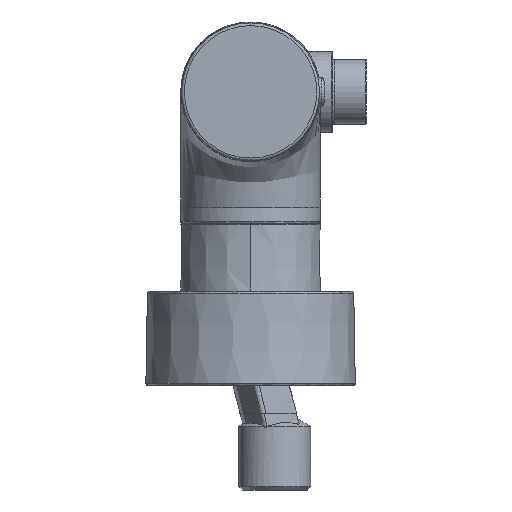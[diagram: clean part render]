
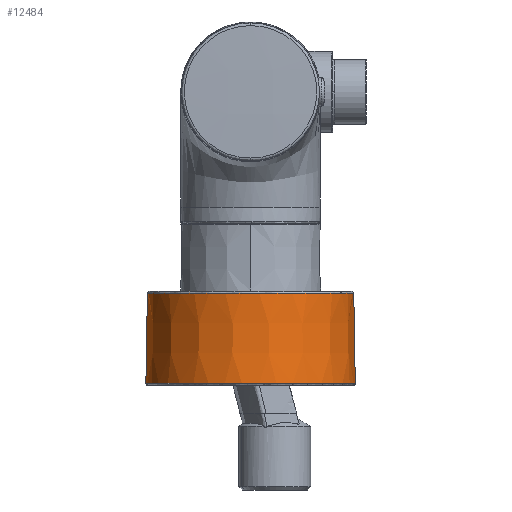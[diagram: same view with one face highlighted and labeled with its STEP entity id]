
A CAD part, left-side view. The second image highlights one B-rep face of the part: STEP entity #12484.
In plain terms, the highlighted conical face has half-angle 0.955 degrees and reference radius 29.991 mm.
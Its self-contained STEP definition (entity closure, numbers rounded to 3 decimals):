
#278 = CARTESIAN_POINT ( 'NONE',  ( -75., 15., -57.69 ) ) ;
#850 = VECTOR ( 'NONE', #14253, 1000. ) ;
#1022 = LINE ( 'NONE', #10826, #850 ) ;
#1097 = CARTESIAN_POINT ( 'NONE',  ( -75., 15., -83.555 ) ) ;
#1341 = AXIS2_PLACEMENT_3D ( 'NONE', #5484, #5580, #3247 ) ;
#1591 = LINE ( 'NONE', #12336, #11467 ) ;
#1820 = DIRECTION ( 'NONE',  ( 0., 1., 0. ) ) ;
#2001 = VERTEX_POINT ( 'NONE', #5381 ) ;
#2338 = DIRECTION ( 'NONE',  ( 0.479, 0.878, 0. ) ) ;
#2481 = CIRCLE ( 'NONE', #12148, 29.56 ) ;
#3247 = DIRECTION ( 'NONE',  ( 0.479, 0.878, 0. ) ) ;
#3630 = ORIENTED_EDGE ( 'NONE', *, *, #14789, .F. ) ;
#4691 = DIRECTION ( 'NONE',  ( 0., 0., 1. ) ) ;
#4736 = EDGE_CURVE ( 'NONE', #12090, #6287, #11654, .T. ) ;
#5381 = CARTESIAN_POINT ( 'NONE',  ( -89.037, -11.015, -57.69 ) ) ;
#5484 = CARTESIAN_POINT ( 'NONE',  ( -75., 15., -83.555 ) ) ;
#5485 = DIRECTION ( 'NONE',  ( 0.479, 0.878, 0. ) ) ;
#5580 = DIRECTION ( 'NONE',  ( 0., 0., 1. ) ) ;
#5805 = CIRCLE ( 'NONE', #12372, 29.991 ) ;
#6130 = DIRECTION ( 'NONE',  ( 0., 0., -1. ) ) ;
#6287 = VERTEX_POINT ( 'NONE', #10103 ) ;
#6398 = ORIENTED_EDGE ( 'NONE', *, *, #14167, .T. ) ;
#6558 = CARTESIAN_POINT ( 'NONE',  ( -75., 15., -83.555 ) ) ;
#6850 = EDGE_CURVE ( 'NONE', #14518, #2001, #2481, .T. ) ;
#7393 = CARTESIAN_POINT ( 'NONE',  ( -75., 44.991, -83.555 ) ) ;
#7748 = CIRCLE ( 'NONE', #13012, 29.56 ) ;
#7839 = DIRECTION ( 'NONE',  ( 0., 0., -1. ) ) ;
#8217 = CARTESIAN_POINT ( 'NONE',  ( -89.248, -11.391, -83.555 ) ) ;
#8476 = FACE_OUTER_BOUND ( 'NONE', #12643, .T. ) ;
#8718 = ORIENTED_EDGE ( 'NONE', *, *, #12971, .T. ) ;
#8861 = EDGE_CURVE ( 'NONE', #14636, #12090, #5805, .T. ) ;
#9859 = CARTESIAN_POINT ( 'NONE',  ( -75., 44.56, -57.69 ) ) ;
#10103 = CARTESIAN_POINT ( 'NONE',  ( -75., -14.991, -83.555 ) ) ;
#10722 = VERTEX_POINT ( 'NONE', #9859 ) ;
#10826 = CARTESIAN_POINT ( 'NONE',  ( -75., 44.991, -83.555 ) ) ;
#11194 = AXIS2_PLACEMENT_3D ( 'NONE', #6558, #13739, #1820 ) ;
#11467 = VECTOR ( 'NONE', #14695, 1000. ) ;
#11497 = ORIENTED_EDGE ( 'NONE', *, *, #8861, .T. ) ;
#11540 = CARTESIAN_POINT ( 'NONE',  ( -75., 15., -57.69 ) ) ;
#11654 = CIRCLE ( 'NONE', #1341, 29.991 ) ;
#12002 = CARTESIAN_POINT ( 'NONE',  ( -75., -14.56, -57.69 ) ) ;
#12060 = DIRECTION ( 'NONE',  ( 0.479, 0.878, 0. ) ) ;
#12090 = VERTEX_POINT ( 'NONE', #8217 ) ;
#12148 = AXIS2_PLACEMENT_3D ( 'NONE', #11540, #7839, #5485 ) ;
#12336 = CARTESIAN_POINT ( 'NONE',  ( -75., -14.991, -83.555 ) ) ;
#12372 = AXIS2_PLACEMENT_3D ( 'NONE', #1097, #4691, #2338 ) ;
#12484 = ADVANCED_FACE ( 'NONE', ( #8476 ), #13374, .T. ) ;
#12643 = EDGE_LOOP ( 'NONE', ( #3630, #14575, #8718, #6398, #11497, #15159 ) ) ;
#12971 = EDGE_CURVE ( 'NONE', #2001, #10722, #7748, .T. ) ;
#13012 = AXIS2_PLACEMENT_3D ( 'NONE', #278, #6130, #12060 ) ;
#13374 = CONICAL_SURFACE ( 'NONE', #11194, 29.991, 0.017 ) ;
#13739 = DIRECTION ( 'NONE',  ( 0., 0., -1. ) ) ;
#14167 = EDGE_CURVE ( 'NONE', #10722, #14636, #1022, .T. ) ;
#14253 = DIRECTION ( 'NONE',  ( 0., 0.017, -1. ) ) ;
#14518 = VERTEX_POINT ( 'NONE', #12002 ) ;
#14575 = ORIENTED_EDGE ( 'NONE', *, *, #6850, .T. ) ;
#14636 = VERTEX_POINT ( 'NONE', #7393 ) ;
#14695 = DIRECTION ( 'NONE',  ( 0., -0.017, -1. ) ) ;
#14789 = EDGE_CURVE ( 'NONE', #14518, #6287, #1591, .T. ) ;
#15159 = ORIENTED_EDGE ( 'NONE', *, *, #4736, .T. ) ;
